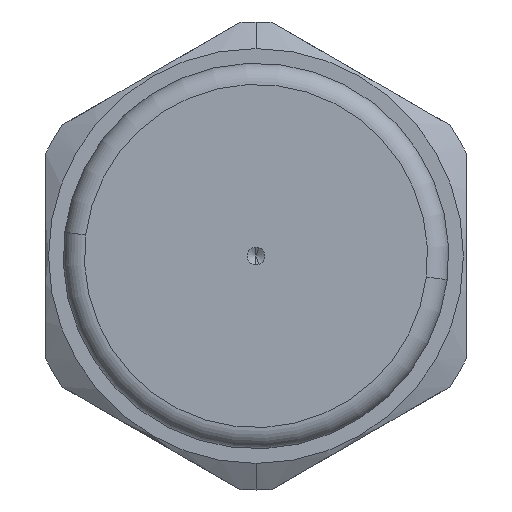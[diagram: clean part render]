
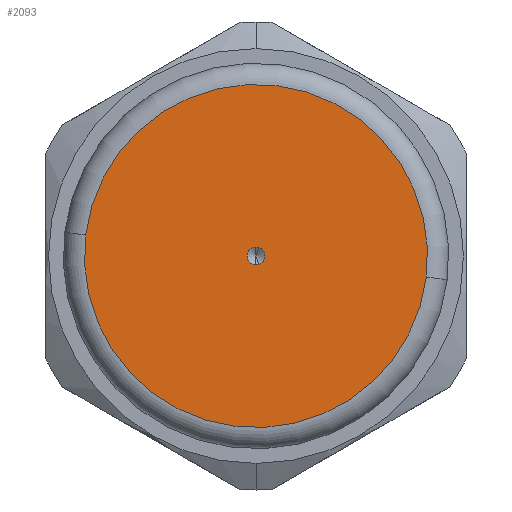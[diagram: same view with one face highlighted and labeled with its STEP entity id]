
A CAD part, left-side view. The second image highlights one B-rep face of the part: STEP entity #2093.
In plain terms, the highlighted planar face has unit normal (-1, 0, 0).
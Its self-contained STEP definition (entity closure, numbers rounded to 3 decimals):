
#191 = DIRECTION ( 'NONE',  ( 1., 0., 0. ) ) ;
#313 = CIRCLE ( 'NONE', #9094, 0.6 ) ;
#317 = CARTESIAN_POINT ( 'NONE',  ( -23., 0.595, 0.074 ) ) ;
#598 = AXIS2_PLACEMENT_3D ( 'NONE', #4394, #2086, #12085 ) ;
#903 = CIRCLE ( 'NONE', #8269, 11.658 ) ;
#1006 = VERTEX_POINT ( 'NONE', #317 ) ;
#1282 = CARTESIAN_POINT ( 'NONE',  ( -23., -0.595, -0.074 ) ) ;
#1388 = CARTESIAN_POINT ( 'NONE',  ( -23., -11.57, -1.429 ) ) ;
#1463 = DIRECTION ( 'NONE',  ( 0., -0.992, -0.123 ) ) ;
#1722 = EDGE_CURVE ( 'NONE', #16053, #1006, #4855, .T. ) ;
#2037 = PLANE ( 'NONE',  #15333 ) ;
#2086 = DIRECTION ( 'NONE',  ( 1., 0., 0. ) ) ;
#2093 = ADVANCED_FACE ( 'NONE', ( #8204, #6831 ), #2037, .T. ) ;
#3014 = DIRECTION ( 'NONE',  ( 1., 0., 0. ) ) ;
#3165 = DIRECTION ( 'NONE',  ( 0., 0.992, 0.123 ) ) ;
#3464 = ORIENTED_EDGE ( 'NONE', *, *, #8598, .F. ) ;
#4394 = CARTESIAN_POINT ( 'NONE',  ( -23., 0., 0. ) ) ;
#4529 = ORIENTED_EDGE ( 'NONE', *, *, #8325, .F. ) ;
#4588 = DIRECTION ( 'NONE',  ( 0., -0.992, -0.123 ) ) ;
#4855 = CIRCLE ( 'NONE', #14787, 0.6 ) ;
#5502 = EDGE_LOOP ( 'NONE', ( #3464, #4529 ) ) ;
#5822 = DIRECTION ( 'NONE',  ( -1., 0., 0. ) ) ;
#6178 = CIRCLE ( 'NONE', #598, 11.658 ) ;
#6831 = FACE_OUTER_BOUND ( 'NONE', #5502, .T. ) ;
#7319 = EDGE_CURVE ( 'NONE', #1006, #16053, #313, .T. ) ;
#8204 = FACE_BOUND ( 'NONE', #13574, .T. ) ;
#8269 = AXIS2_PLACEMENT_3D ( 'NONE', #11333, #191, #1463 ) ;
#8325 = EDGE_CURVE ( 'NONE', #12092, #11979, #903, .T. ) ;
#8364 = DIRECTION ( 'NONE',  ( 1., 0., 0. ) ) ;
#8598 = EDGE_CURVE ( 'NONE', #11979, #12092, #6178, .T. ) ;
#9094 = AXIS2_PLACEMENT_3D ( 'NONE', #10553, #3014, #14349 ) ;
#9446 = ORIENTED_EDGE ( 'NONE', *, *, #1722, .T. ) ;
#10553 = CARTESIAN_POINT ( 'NONE',  ( -23., 0., 0. ) ) ;
#11035 = ORIENTED_EDGE ( 'NONE', *, *, #7319, .T. ) ;
#11311 = CARTESIAN_POINT ( 'NONE',  ( -23., 11.57, 1.429 ) ) ;
#11333 = CARTESIAN_POINT ( 'NONE',  ( -23., 0., 0. ) ) ;
#11979 = VERTEX_POINT ( 'NONE', #1388 ) ;
#12085 = DIRECTION ( 'NONE',  ( 0., -0.992, -0.123 ) ) ;
#12092 = VERTEX_POINT ( 'NONE', #11311 ) ;
#13574 = EDGE_LOOP ( 'NONE', ( #9446, #11035 ) ) ;
#14349 = DIRECTION ( 'NONE',  ( 0., -0.992, -0.123 ) ) ;
#14451 = CARTESIAN_POINT ( 'NONE',  ( -23., -0.595, -0.074 ) ) ;
#14787 = AXIS2_PLACEMENT_3D ( 'NONE', #15901, #8364, #4588 ) ;
#15333 = AXIS2_PLACEMENT_3D ( 'NONE', #14451, #5822, #3165 ) ;
#15901 = CARTESIAN_POINT ( 'NONE',  ( -23., 0., 0. ) ) ;
#16053 = VERTEX_POINT ( 'NONE', #1282 ) ;
